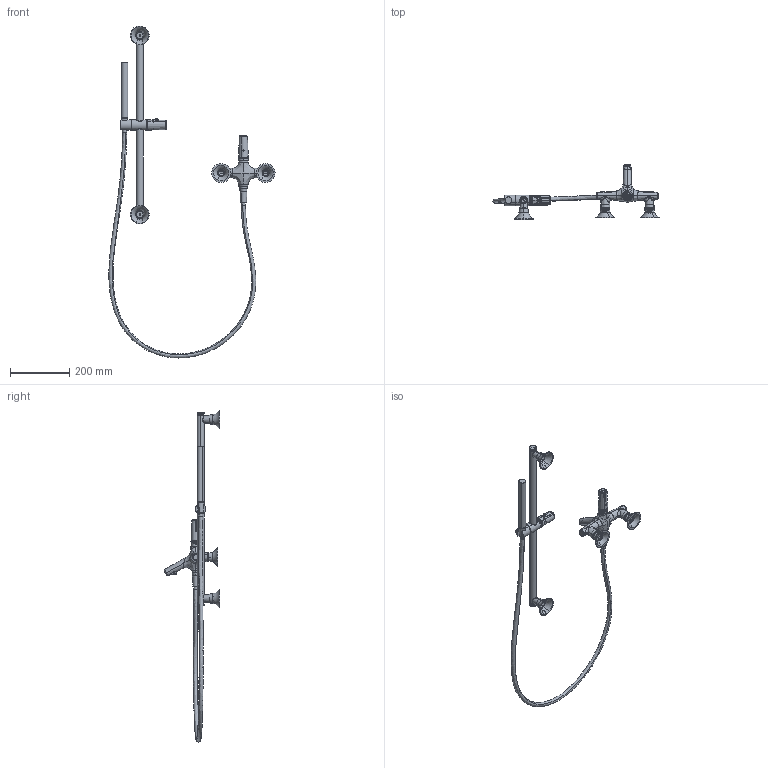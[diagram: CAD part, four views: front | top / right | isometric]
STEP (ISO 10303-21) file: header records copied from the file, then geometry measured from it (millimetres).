
FILE_DESCRIPTION(('CATIA V5 STEP Exchange'),'2;1');
FILE_NAME('VI 00006 4 MonoVasca con saliscendi.stp','2018-11-19T08:33:24+00:00',('none'),('none'),'Version 5-6 Release 2013','CATIA V5 STEP AP203','none');
FILE_SCHEMA(('CONFIG_CONTROL_DESIGN'));
Products named in the file (1): VI 00006 4
Bounding box: 561.18 x 187.88 x 1121.13 mm (x, y, z)
Volume: 686056.8 mm3; surface area: 386690.9 mm2
Topology: 7 solids, 14 shells, 2051 faces, 4801 edges, 2935 vertices
Faces by surface type: cylinder 667, plane 585, bspline 261, cone 250, torus 212, sphere 66, extrusion 6, revolution 4
Entity records: 154018 total; most frequent: CARTESIAN_POINT 114083, ORIENTED_EDGE 9476, DIRECTION 5533, EDGE_CURVE 4738, VERTEX_POINT 2935, AXIS2_PLACEMENT_3D 2869, EDGE_LOOP 2304, ADVANCED_FACE 2051
